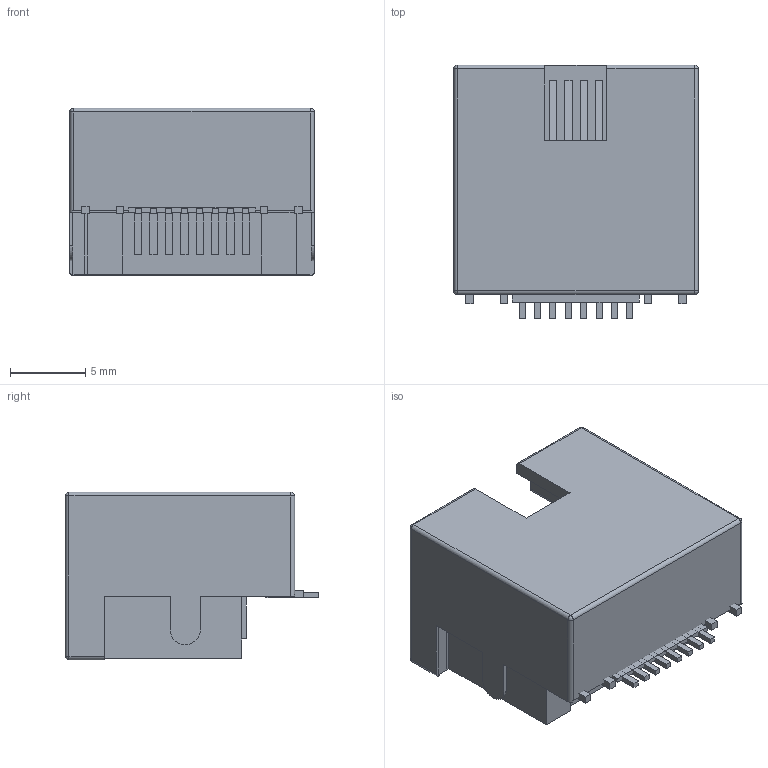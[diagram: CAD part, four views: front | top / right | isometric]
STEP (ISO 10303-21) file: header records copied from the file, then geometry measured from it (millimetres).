
FILE_DESCRIPTION(('FreeCAD Model'),'2;1');
FILE_NAME('Open CASCADE Shape Model','2025-03-29T20:01:39',(''),(''), 'Open CASCADE STEP processor 7.8','FreeCAD','Unknown');
FILE_SCHEMA(('CONFIG_CONTROL_DESIGN','SHAPE_APPEARANCE_LAYER_MIM'));
Length unit declared in the file: millimetre
Products named in the file (1): Part002
Bounding box: 16.2 x 16.8 x 11.1 mm (x, y, z)
Volume: 1508.3 mm3; surface area: 2188.3 mm2
Topology: 32 solids, 32 shells, 341 faces, 798 edges, 517 vertices
Faces by surface type: plane 279, cylinder 56, sphere 6
Entity records: 9925 total; most frequent: CARTESIAN_POINT 1651, DIRECTION 1594, ORIENTED_EDGE 1584, EDGE_CURVE 792, LINE 674, VECTOR 674, VERTEX_POINT 517, AXIS2_PLACEMENT_3D 460
